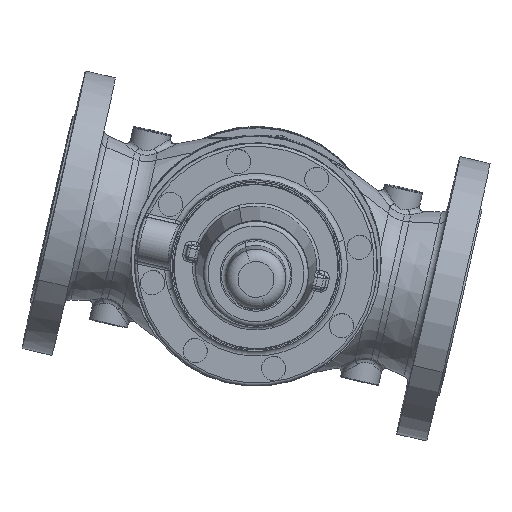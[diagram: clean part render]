
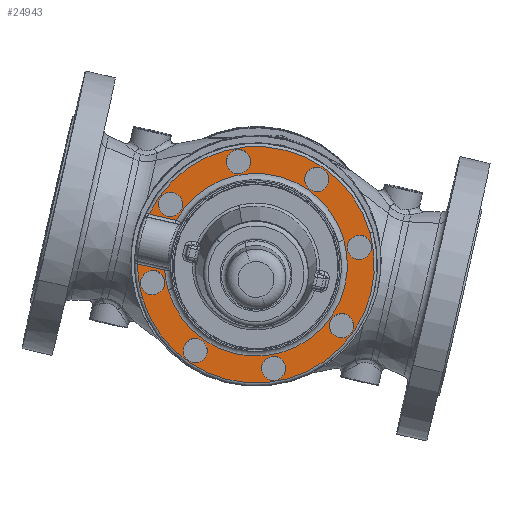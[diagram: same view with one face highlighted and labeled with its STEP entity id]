
A CAD part, top view. The second image highlights one B-rep face of the part: STEP entity #24943.
In plain terms, the highlighted face is planar.
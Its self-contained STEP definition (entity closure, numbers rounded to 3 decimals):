
#24168=CARTESIAN_POINT('Vertex',(69.329,-37.875,-202.5)) ;
#24175=CARTESIAN_POINT('Vertex',(-69.329,37.875,-202.5)) ;
#24178=CARTESIAN_POINT('Axis2P3D Location',(0.,0.,-202.5)) ;
#24190=CARTESIAN_POINT('Axis2P3D Location',(0.,0.,-202.5)) ;
#24194=CARTESIAN_POINT('Vertex',(77.149,-17.,-202.5)) ;
#24625=CARTESIAN_POINT('Vertex',(77.149,17.,-202.5)) ;
#24651=CARTESIAN_POINT('Axis2P3D Location',(0.,0.,-202.5)) ;
#24751=CARTESIAN_POINT('Axis2P3D Location',(81.,0.,-202.5)) ;
#24756=CARTESIAN_POINT('Line Origine',(67.866,17.,-202.5)) ;
#24760=CARTESIAN_POINT('Vertex',(58.583,17.,-202.5)) ;
#24763=CARTESIAN_POINT('Axis2P3D Location',(0.,0.,-202.5)) ;
#24767=CARTESIAN_POINT('Vertex',(-53.533,29.245,-202.5)) ;
#24770=CARTESIAN_POINT('Axis2P3D Location',(0.,0.,-202.5)) ;
#24774=CARTESIAN_POINT('Vertex',(53.533,-29.245,-202.5)) ;
#24777=CARTESIAN_POINT('Axis2P3D Location',(0.,0.,-202.5)) ;
#24781=CARTESIAN_POINT('Vertex',(58.583,-17.,-202.5)) ;
#24784=CARTESIAN_POINT('Line Origine',(67.866,-17.,-202.5)) ;
#24799=CARTESIAN_POINT('Axis2P3D Location',(64.672,26.788,-202.5)) ;
#24803=CARTESIAN_POINT('Vertex',(72.672,26.788,-202.5)) ;
#24805=CARTESIAN_POINT('Vertex',(56.672,26.788,-202.5)) ;
#24808=CARTESIAN_POINT('Axis2P3D Location',(64.672,26.788,-202.5)) ;
#24817=CARTESIAN_POINT('Axis2P3D Location',(64.672,-26.788,-202.5)) ;
#24821=CARTESIAN_POINT('Vertex',(59.015,-21.131,-202.5)) ;
#24823=CARTESIAN_POINT('Vertex',(70.328,-32.445,-202.5)) ;
#24826=CARTESIAN_POINT('Axis2P3D Location',(64.672,-26.788,-202.5)) ;
#24835=CARTESIAN_POINT('Axis2P3D Location',(26.788,-64.672,-202.5)) ;
#24839=CARTESIAN_POINT('Vertex',(26.788,-56.672,-202.5)) ;
#24841=CARTESIAN_POINT('Vertex',(26.788,-72.672,-202.5)) ;
#24844=CARTESIAN_POINT('Axis2P3D Location',(26.788,-64.672,-202.5)) ;
#24853=CARTESIAN_POINT('Axis2P3D Location',(-26.788,-64.672,-202.5)) ;
#24857=CARTESIAN_POINT('Vertex',(-21.131,-59.015,-202.5)) ;
#24859=CARTESIAN_POINT('Vertex',(-32.445,-70.328,-202.5)) ;
#24862=CARTESIAN_POINT('Axis2P3D Location',(-26.788,-64.672,-202.5)) ;
#24871=CARTESIAN_POINT('Axis2P3D Location',(-64.672,-26.788,-202.5)) ;
#24875=CARTESIAN_POINT('Vertex',(-56.672,-26.788,-202.5)) ;
#24877=CARTESIAN_POINT('Vertex',(-72.672,-26.788,-202.5)) ;
#24880=CARTESIAN_POINT('Axis2P3D Location',(-64.672,-26.788,-202.5)) ;
#24889=CARTESIAN_POINT('Axis2P3D Location',(-64.672,26.788,-202.5)) ;
#24893=CARTESIAN_POINT('Vertex',(-59.015,21.131,-202.5)) ;
#24895=CARTESIAN_POINT('Vertex',(-70.328,32.445,-202.5)) ;
#24898=CARTESIAN_POINT('Axis2P3D Location',(-64.672,26.788,-202.5)) ;
#24907=CARTESIAN_POINT('Axis2P3D Location',(-26.788,64.672,-202.5)) ;
#24911=CARTESIAN_POINT('Vertex',(-26.788,56.672,-202.5)) ;
#24913=CARTESIAN_POINT('Vertex',(-26.788,72.672,-202.5)) ;
#24916=CARTESIAN_POINT('Axis2P3D Location',(-26.788,64.672,-202.5)) ;
#24925=CARTESIAN_POINT('Axis2P3D Location',(26.788,64.672,-202.5)) ;
#24929=CARTESIAN_POINT('Vertex',(21.131,59.015,-202.5)) ;
#24931=CARTESIAN_POINT('Vertex',(32.445,70.328,-202.5)) ;
#24934=CARTESIAN_POINT('Axis2P3D Location',(26.788,64.672,-202.5)) ;
#24179=DIRECTION('Axis2P3D Direction',(0.,0.,-1.)) ;
#24191=DIRECTION('Axis2P3D Direction',(0.,0.,-1.)) ;
#24652=DIRECTION('Axis2P3D Direction',(0.,0.,-1.)) ;
#24752=DIRECTION('Axis2P3D Direction',(-0.,-0.,-1.)) ;
#24753=DIRECTION('Axis2P3D XDirection',(0.,-1.,0.)) ;
#24757=DIRECTION('Vector Direction',(1.,0.,0.)) ;
#24764=DIRECTION('Axis2P3D Direction',(-0.,-0.,-1.)) ;
#24771=DIRECTION('Axis2P3D Direction',(-0.,-0.,-1.)) ;
#24778=DIRECTION('Axis2P3D Direction',(-0.,-0.,-1.)) ;
#24785=DIRECTION('Vector Direction',(1.,0.,0.)) ;
#24800=DIRECTION('Axis2P3D Direction',(-0.,-0.,-1.)) ;
#24809=DIRECTION('Axis2P3D Direction',(-0.,-0.,-1.)) ;
#24818=DIRECTION('Axis2P3D Direction',(-0.,-0.,-1.)) ;
#24827=DIRECTION('Axis2P3D Direction',(-0.,-0.,-1.)) ;
#24836=DIRECTION('Axis2P3D Direction',(-0.,-0.,-1.)) ;
#24845=DIRECTION('Axis2P3D Direction',(-0.,-0.,-1.)) ;
#24854=DIRECTION('Axis2P3D Direction',(-0.,-0.,-1.)) ;
#24863=DIRECTION('Axis2P3D Direction',(-0.,-0.,-1.)) ;
#24872=DIRECTION('Axis2P3D Direction',(-0.,-0.,-1.)) ;
#24881=DIRECTION('Axis2P3D Direction',(-0.,-0.,-1.)) ;
#24890=DIRECTION('Axis2P3D Direction',(-0.,-0.,-1.)) ;
#24899=DIRECTION('Axis2P3D Direction',(-0.,-0.,-1.)) ;
#24908=DIRECTION('Axis2P3D Direction',(-0.,-0.,-1.)) ;
#24917=DIRECTION('Axis2P3D Direction',(-0.,-0.,-1.)) ;
#24926=DIRECTION('Axis2P3D Direction',(-0.,-0.,-1.)) ;
#24935=DIRECTION('Axis2P3D Direction',(-0.,-0.,-1.)) ;
#24180=AXIS2_PLACEMENT_3D('Circle Axis2P3D',#24178,#24179,$) ;
#24192=AXIS2_PLACEMENT_3D('Circle Axis2P3D',#24190,#24191,$) ;
#24653=AXIS2_PLACEMENT_3D('Circle Axis2P3D',#24651,#24652,$) ;
#24754=AXIS2_PLACEMENT_3D('Plane Axis2P3D',#24751,#24752,#24753) ;
#24765=AXIS2_PLACEMENT_3D('Circle Axis2P3D',#24763,#24764,$) ;
#24772=AXIS2_PLACEMENT_3D('Circle Axis2P3D',#24770,#24771,$) ;
#24779=AXIS2_PLACEMENT_3D('Circle Axis2P3D',#24777,#24778,$) ;
#24801=AXIS2_PLACEMENT_3D('Circle Axis2P3D',#24799,#24800,$) ;
#24810=AXIS2_PLACEMENT_3D('Circle Axis2P3D',#24808,#24809,$) ;
#24819=AXIS2_PLACEMENT_3D('Circle Axis2P3D',#24817,#24818,$) ;
#24828=AXIS2_PLACEMENT_3D('Circle Axis2P3D',#24826,#24827,$) ;
#24837=AXIS2_PLACEMENT_3D('Circle Axis2P3D',#24835,#24836,$) ;
#24846=AXIS2_PLACEMENT_3D('Circle Axis2P3D',#24844,#24845,$) ;
#24855=AXIS2_PLACEMENT_3D('Circle Axis2P3D',#24853,#24854,$) ;
#24864=AXIS2_PLACEMENT_3D('Circle Axis2P3D',#24862,#24863,$) ;
#24873=AXIS2_PLACEMENT_3D('Circle Axis2P3D',#24871,#24872,$) ;
#24882=AXIS2_PLACEMENT_3D('Circle Axis2P3D',#24880,#24881,$) ;
#24891=AXIS2_PLACEMENT_3D('Circle Axis2P3D',#24889,#24890,$) ;
#24900=AXIS2_PLACEMENT_3D('Circle Axis2P3D',#24898,#24899,$) ;
#24909=AXIS2_PLACEMENT_3D('Circle Axis2P3D',#24907,#24908,$) ;
#24918=AXIS2_PLACEMENT_3D('Circle Axis2P3D',#24916,#24917,$) ;
#24927=AXIS2_PLACEMENT_3D('Circle Axis2P3D',#24925,#24926,$) ;
#24936=AXIS2_PLACEMENT_3D('Circle Axis2P3D',#24934,#24935,$) ;
#24790=ORIENTED_EDGE('',*,*,#24762,.T.) ;
#24791=ORIENTED_EDGE('',*,*,#24769,.F.) ;
#24792=ORIENTED_EDGE('',*,*,#24776,.F.) ;
#24793=ORIENTED_EDGE('',*,*,#24783,.F.) ;
#24794=ORIENTED_EDGE('',*,*,#24788,.T.) ;
#24795=ORIENTED_EDGE('',*,*,#24196,.T.) ;
#24796=ORIENTED_EDGE('',*,*,#24182,.T.) ;
#24797=ORIENTED_EDGE('',*,*,#24655,.T.) ;
#24814=ORIENTED_EDGE('',*,*,#24807,.F.) ;
#24815=ORIENTED_EDGE('',*,*,#24812,.F.) ;
#24832=ORIENTED_EDGE('',*,*,#24825,.F.) ;
#24833=ORIENTED_EDGE('',*,*,#24830,.F.) ;
#24850=ORIENTED_EDGE('',*,*,#24843,.F.) ;
#24851=ORIENTED_EDGE('',*,*,#24848,.F.) ;
#24868=ORIENTED_EDGE('',*,*,#24861,.F.) ;
#24869=ORIENTED_EDGE('',*,*,#24866,.F.) ;
#24886=ORIENTED_EDGE('',*,*,#24879,.F.) ;
#24887=ORIENTED_EDGE('',*,*,#24884,.F.) ;
#24904=ORIENTED_EDGE('',*,*,#24897,.F.) ;
#24905=ORIENTED_EDGE('',*,*,#24902,.F.) ;
#24922=ORIENTED_EDGE('',*,*,#24915,.F.) ;
#24923=ORIENTED_EDGE('',*,*,#24920,.F.) ;
#24940=ORIENTED_EDGE('',*,*,#24933,.F.) ;
#24941=ORIENTED_EDGE('',*,*,#24938,.F.) ;
#24816=FACE_BOUND('',#24813,.T.) ;
#24834=FACE_BOUND('',#24831,.T.) ;
#24852=FACE_BOUND('',#24849,.T.) ;
#24870=FACE_BOUND('',#24867,.T.) ;
#24888=FACE_BOUND('',#24885,.T.) ;
#24906=FACE_BOUND('',#24903,.T.) ;
#24924=FACE_BOUND('',#24921,.T.) ;
#24942=FACE_BOUND('',#24939,.T.) ;
#24758=VECTOR('Line Direction',#24757,1.) ;
#24786=VECTOR('Line Direction',#24785,1.) ;
#24943=ADVANCED_FACE('Brep With Voids',(#24798,#24816,#24834,#24852,#24870,#24888,#24906,#24924,#24942),#24755,.T.) ;
#24181=CIRCLE('generated circle',#24180,79.) ;
#24193=CIRCLE('generated circle',#24192,79.) ;
#24654=CIRCLE('generated circle',#24653,79.) ;
#24766=CIRCLE('generated circle',#24765,61.) ;
#24773=CIRCLE('generated circle',#24772,61.) ;
#24780=CIRCLE('generated circle',#24779,61.) ;
#24802=CIRCLE('generated circle',#24801,8.) ;
#24811=CIRCLE('generated circle',#24810,8.) ;
#24820=CIRCLE('generated circle',#24819,8.) ;
#24829=CIRCLE('generated circle',#24828,8.) ;
#24838=CIRCLE('generated circle',#24837,8.) ;
#24847=CIRCLE('generated circle',#24846,8.) ;
#24856=CIRCLE('generated circle',#24855,8.) ;
#24865=CIRCLE('generated circle',#24864,8.) ;
#24874=CIRCLE('generated circle',#24873,8.) ;
#24883=CIRCLE('generated circle',#24882,8.) ;
#24892=CIRCLE('generated circle',#24891,8.) ;
#24901=CIRCLE('generated circle',#24900,8.) ;
#24910=CIRCLE('generated circle',#24909,8.) ;
#24919=CIRCLE('generated circle',#24918,8.) ;
#24928=CIRCLE('generated circle',#24927,8.) ;
#24937=CIRCLE('generated circle',#24936,8.) ;
#24182=EDGE_CURVE('',#24169,#24176,#24181,.T.) ;
#24196=EDGE_CURVE('',#24195,#24169,#24193,.T.) ;
#24655=EDGE_CURVE('',#24176,#24626,#24654,.T.) ;
#24762=EDGE_CURVE('',#24626,#24761,#24759,.F.) ;
#24769=EDGE_CURVE('',#24768,#24761,#24766,.T.) ;
#24776=EDGE_CURVE('',#24775,#24768,#24773,.T.) ;
#24783=EDGE_CURVE('',#24782,#24775,#24780,.T.) ;
#24788=EDGE_CURVE('',#24782,#24195,#24787,.T.) ;
#24807=EDGE_CURVE('',#24804,#24806,#24802,.T.) ;
#24812=EDGE_CURVE('',#24806,#24804,#24811,.T.) ;
#24825=EDGE_CURVE('',#24822,#24824,#24820,.T.) ;
#24830=EDGE_CURVE('',#24824,#24822,#24829,.T.) ;
#24843=EDGE_CURVE('',#24840,#24842,#24838,.T.) ;
#24848=EDGE_CURVE('',#24842,#24840,#24847,.T.) ;
#24861=EDGE_CURVE('',#24858,#24860,#24856,.T.) ;
#24866=EDGE_CURVE('',#24860,#24858,#24865,.T.) ;
#24879=EDGE_CURVE('',#24876,#24878,#24874,.T.) ;
#24884=EDGE_CURVE('',#24878,#24876,#24883,.T.) ;
#24897=EDGE_CURVE('',#24894,#24896,#24892,.T.) ;
#24902=EDGE_CURVE('',#24896,#24894,#24901,.T.) ;
#24915=EDGE_CURVE('',#24912,#24914,#24910,.T.) ;
#24920=EDGE_CURVE('',#24914,#24912,#24919,.T.) ;
#24933=EDGE_CURVE('',#24930,#24932,#24928,.T.) ;
#24938=EDGE_CURVE('',#24932,#24930,#24937,.T.) ;
#24789=EDGE_LOOP('',(#24790,#24791,#24792,#24793,#24794,#24795,#24796,#24797)) ;
#24813=EDGE_LOOP('',(#24814,#24815)) ;
#24831=EDGE_LOOP('',(#24832,#24833)) ;
#24849=EDGE_LOOP('',(#24850,#24851)) ;
#24867=EDGE_LOOP('',(#24868,#24869)) ;
#24885=EDGE_LOOP('',(#24886,#24887)) ;
#24903=EDGE_LOOP('',(#24904,#24905)) ;
#24921=EDGE_LOOP('',(#24922,#24923)) ;
#24939=EDGE_LOOP('',(#24940,#24941)) ;
#24798=FACE_OUTER_BOUND('',#24789,.T.) ;
#24759=LINE('Line',#24756,#24758) ;
#24787=LINE('Line',#24784,#24786) ;
#24755=PLANE('',#24754) ;
#24169=VERTEX_POINT('',#24168) ;
#24176=VERTEX_POINT('',#24175) ;
#24195=VERTEX_POINT('',#24194) ;
#24626=VERTEX_POINT('',#24625) ;
#24761=VERTEX_POINT('',#24760) ;
#24768=VERTEX_POINT('',#24767) ;
#24775=VERTEX_POINT('',#24774) ;
#24782=VERTEX_POINT('',#24781) ;
#24804=VERTEX_POINT('',#24803) ;
#24806=VERTEX_POINT('',#24805) ;
#24822=VERTEX_POINT('',#24821) ;
#24824=VERTEX_POINT('',#24823) ;
#24840=VERTEX_POINT('',#24839) ;
#24842=VERTEX_POINT('',#24841) ;
#24858=VERTEX_POINT('',#24857) ;
#24860=VERTEX_POINT('',#24859) ;
#24876=VERTEX_POINT('',#24875) ;
#24878=VERTEX_POINT('',#24877) ;
#24894=VERTEX_POINT('',#24893) ;
#24896=VERTEX_POINT('',#24895) ;
#24912=VERTEX_POINT('',#24911) ;
#24914=VERTEX_POINT('',#24913) ;
#24930=VERTEX_POINT('',#24929) ;
#24932=VERTEX_POINT('',#24931) ;
